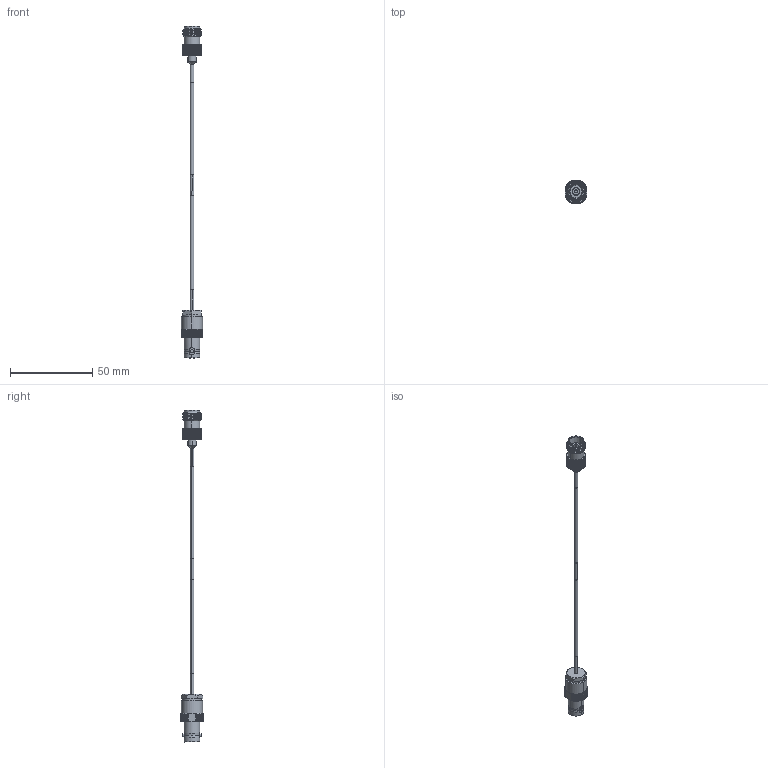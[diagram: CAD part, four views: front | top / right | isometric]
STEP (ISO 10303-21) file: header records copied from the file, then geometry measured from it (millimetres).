
FILE_DESCRIPTION (( 'STEP AP214' ), '1' );
FILE_NAME ('LCCA30595.step', '2020-06-23T22:59:58', ( '' ), ( '' ), 'SwSTEP 2.0', 'SolidWorks 2018', '' );
FILE_SCHEMA (( 'AUTOMOTIVE_DESIGN' ));
Length unit declared in the file: inch
Products named in the file (6): LCCN3041; LCCA30595; LCCN3044_HS; LC085TB (085 FORMABLE); 1AW01-002_.08 ID; LCCN3062
Assembly tree (6 placements, depth 2):
  LCCA30595
    LC085TB (085 FORMABLE)
    1AW01-002_.08 ID  x2
    LCCN3041
    LCCN3044_HS
    LCCN3062
Bounding box: 12.95 x 14.48 x 202.16 mm (x, y, z)
Volume: 4610.3 mm3; surface area: 4810.5 mm2
Topology: 7 solids, 7 shells, 2095 faces, 4519 edges, 2451 vertices
Faces by surface type: bspline 1285, cylinder 445, plane 207, cone 154, torus 4
Entity records: 72574 total; most frequent: CARTESIAN_POINT 41656, ORIENTED_EDGE 9014, EDGE_CURVE 4507, DIRECTION 3044, VERTEX_POINT 2443, EDGE_LOOP 2104, FACE_OUTER_BOUND 2089, ADVANCED_FACE 2089
